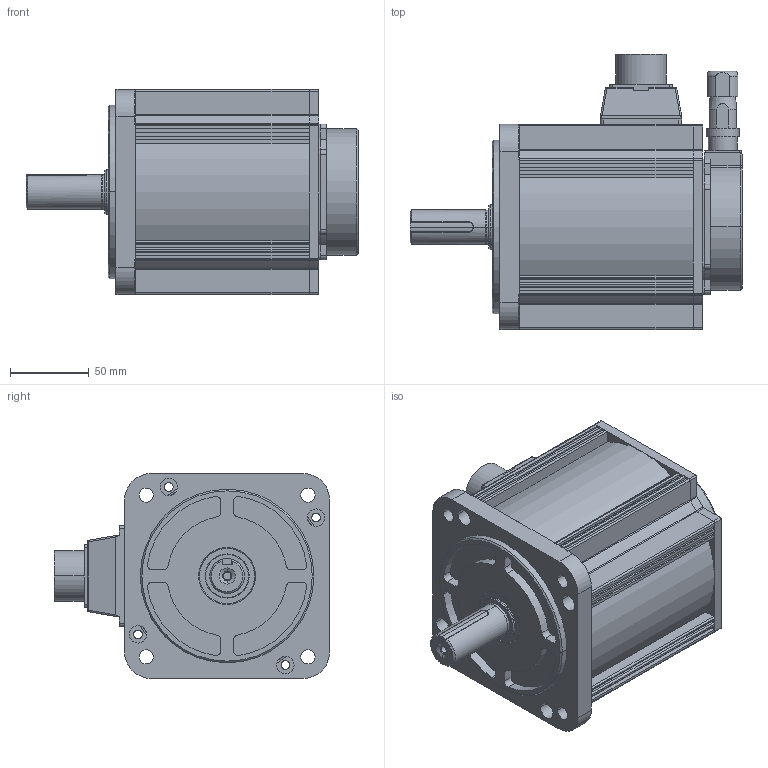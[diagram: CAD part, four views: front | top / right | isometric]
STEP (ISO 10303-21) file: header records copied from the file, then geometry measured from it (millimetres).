
FILE_DESCRIPTION (( 'STEP AP214' ), '1' );
FILE_NAME ('MS5G-130-06025-´Å±à±§Õ¢.STEP', '2020-06-02T05:06:05', ( '' ), ( '' ), 'SwSTEP 2.0', 'SolidWorks 2016', '' );
FILE_SCHEMA (( 'AUTOMOTIVE_DESIGN' ));
Length unit declared in the file: millimetre
Products named in the file (1): MS5G-130-06025-棠晤惕掅
Bounding box: 210.5 x 174.5 x 130 mm (x, y, z)
Surface area: 163191.4 mm2 (no closed solid volume)
Topology: 0 solids, 18 shells, 483 faces, 1419 edges, 969 vertices
Faces by surface type: cylinder 247, plane 206, cone 14, torus 11, sphere 4, bspline 1
Entity records: 22103 total; most frequent: CARTESIAN_POINT 3668, DIRECTION 2931, ORIENTED_EDGE 2379, EDGE_CURVE 1419, AXIS2_PLACEMENT_3D 1064, VERTEX_POINT 969, VECTOR 803, LINE 803
